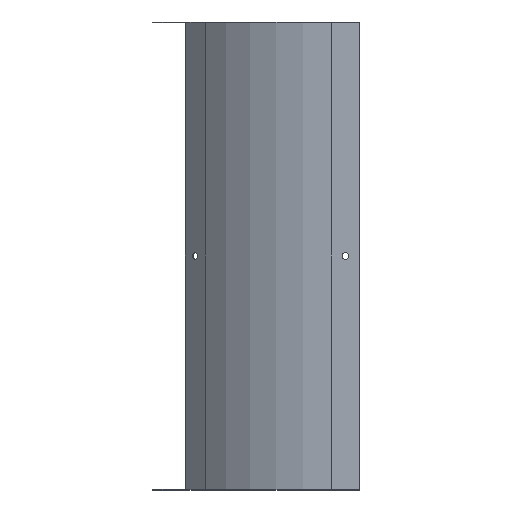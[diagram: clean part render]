
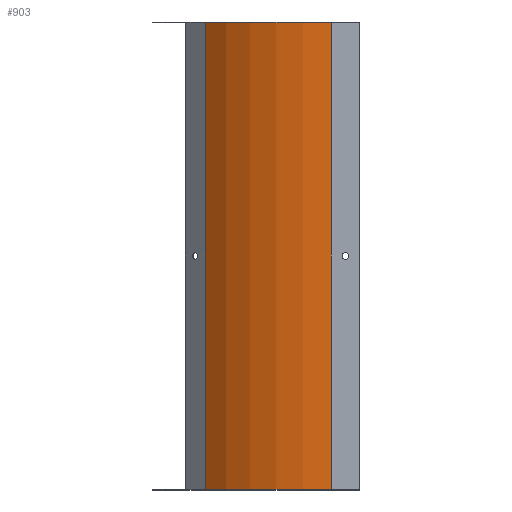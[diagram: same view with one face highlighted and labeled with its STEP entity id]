
A CAD part, left-side view. The second image highlights one B-rep face of the part: STEP entity #903.
In plain terms, the highlighted cylindrical face has radius 190.8 mm (diameter 381.6 mm), a partial arc.
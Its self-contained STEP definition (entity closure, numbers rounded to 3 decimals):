
#36 = EDGE_LOOP ( 'NONE', ( #306, #307, #308, #309 ) ) ;
#99 = CARTESIAN_POINT ( 'NONE',  ( 240., 30.048, -498.4 ) ) ;
#101 = DIRECTION ( 'NONE',  ( 0., 0., 1. ) ) ;
#102 = DIRECTION ( 'NONE',  ( 1., 0., 0. ) ) ;
#124 = CARTESIAN_POINT ( 'NONE',  ( 105.084, 164.964, -499.2 ) ) ;
#131 = DIRECTION ( 'NONE',  ( 0., 0., 1. ) ) ;
#188 = AXIS2_PLACEMENT_3D ( 'NONE', #562, #561, #560 ) ;
#208 = AXIS2_PLACEMENT_3D ( 'NONE', #99, #101, #102 ) ;
#306 = ORIENTED_EDGE ( 'NONE', *, *, #1115, .F. ) ;
#307 = ORIENTED_EDGE ( 'NONE', *, *, #1085, .T. ) ;
#308 = ORIENTED_EDGE ( 'NONE', *, *, #1032, .T. ) ;
#309 = ORIENTED_EDGE ( 'NONE', *, *, #1039, .F. ) ;
#409 = VERTEX_POINT ( 'NONE', #465 ) ;
#411 = VERTEX_POINT ( 'NONE', #733 ) ;
#417 = VERTEX_POINT ( 'NONE', #485 ) ;
#445 = DIRECTION ( 'NONE',  ( 1., 0., 0. ) ) ;
#465 = CARTESIAN_POINT ( 'NONE',  ( 49.2, 30.048, -498.4 ) ) ;
#485 = CARTESIAN_POINT ( 'NONE',  ( 105.084, 164.964, 0. ) ) ;
#560 = DIRECTION ( 'NONE',  ( -1., 0., 0. ) ) ;
#561 = DIRECTION ( 'NONE',  ( 0., 0., 1. ) ) ;
#562 = CARTESIAN_POINT ( 'NONE',  ( 240., 30.048, 0. ) ) ;
#584 = DIRECTION ( 'NONE',  ( 0., 0., 1. ) ) ;
#594 = CARTESIAN_POINT ( 'NONE',  ( 49.2, 30.048, -499.2 ) ) ;
#604 = CARTESIAN_POINT ( 'NONE',  ( 240., 30.048, -499.2 ) ) ;
#605 = DIRECTION ( 'NONE',  ( 0., 0., 1. ) ) ;
#733 = CARTESIAN_POINT ( 'NONE',  ( 49.2, 30.048, 0. ) ) ;
#748 = CARTESIAN_POINT ( 'NONE',  ( 105.084, 164.964, -498.4 ) ) ;
#780 = VERTEX_POINT ( 'NONE', #748 ) ;
#808 = FACE_OUTER_BOUND ( 'NONE', #36, .T. ) ;
#811 = CYLINDRICAL_SURFACE ( 'NONE', #1025, 190.8 ) ;
#878 = LINE ( 'NONE', #594, #880 ) ;
#880 = VECTOR ( 'NONE', #584, 1000. ) ;
#886 = CIRCLE ( 'NONE', #188, 190.8 ) ;
#903 = ADVANCED_FACE ( 'NONE', ( #808 ), #811, .T. ) ;
#1025 = AXIS2_PLACEMENT_3D ( 'NONE', #604, #605, #445 ) ;
#1032 = EDGE_CURVE ( 'NONE', #409, #411, #878, .T. ) ;
#1039 = EDGE_CURVE ( 'NONE', #417, #411, #886, .T. ) ;
#1085 = EDGE_CURVE ( 'NONE', #780, #409, #1190, .T. ) ;
#1115 = EDGE_CURVE ( 'NONE', #780, #417, #1214, .T. ) ;
#1190 = CIRCLE ( 'NONE', #208, 190.8 ) ;
#1214 = LINE ( 'NONE', #124, #1245 ) ;
#1245 = VECTOR ( 'NONE', #131, 1000. ) ;
